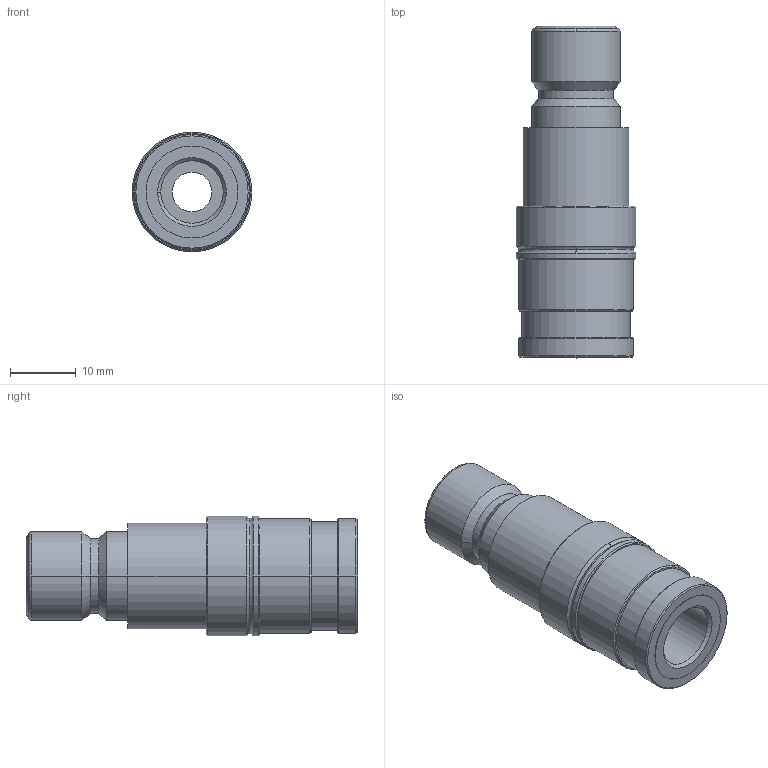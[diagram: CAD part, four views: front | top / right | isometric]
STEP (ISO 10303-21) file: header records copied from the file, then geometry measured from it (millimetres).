
FILE_DESCRIPTION(('STEP AP214'),'1');
FILE_NAME('esdmfk-esds-ab.stp','2020-04-22T06:12:57',('TraceParts'),('TraceParts S.A.'),'Spatial InterOp 3D',' ',' ');
FILE_SCHEMA(('automotive_design'));
Length unit declared in the file: millimetre
Products named in the file (1): 1
Bounding box: 18.2 x 50.5 x 18.2 mm (x, y, z)
Volume: 8131.2 mm3; surface area: 4097.4 mm2
Topology: 1 solids, 1 shells, 57 faces, 122 edges, 74 vertices
Faces by surface type: cylinder 24, cone 18, plane 9, torus 6
Entity records: 2036 total; most frequent: DIRECTION 318, CARTESIAN_POINT 254, ORIENTED_EDGE 244, AXIS2_PLACEMENT_3D 138, EDGE_CURVE 122, CIRCLE 80, VERTEX_POINT 74, EDGE_LOOP 66
